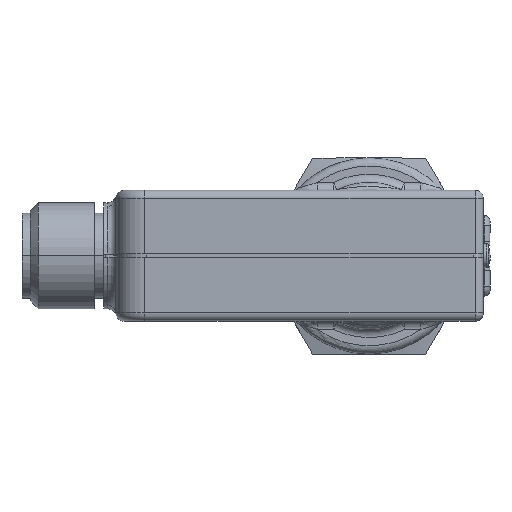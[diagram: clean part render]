
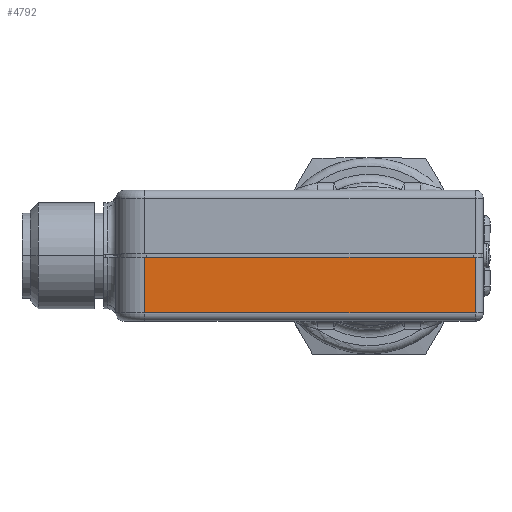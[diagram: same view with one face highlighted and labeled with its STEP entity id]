
A CAD part, top view. The second image highlights one B-rep face of the part: STEP entity #4792.
In plain terms, the highlighted planar face has unit normal (0, 0, 1).
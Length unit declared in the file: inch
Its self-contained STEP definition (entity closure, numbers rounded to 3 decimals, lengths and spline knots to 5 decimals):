
#202 = VERTEX_POINT ( 'NONE', #9121 ) ;
#331 = ORIENTED_EDGE ( 'NONE', *, *, #6231, .F. ) ;
#447 = VERTEX_POINT ( 'NONE', #10419 ) ;
#1023 = CARTESIAN_POINT ( 'NONE',  ( -1.08268, -0.27559, 0.51181 ) ) ;
#1201 = DIRECTION ( 'NONE',  ( -1., 0., 0. ) ) ;
#1252 = VERTEX_POINT ( 'NONE', #9469 ) ;
#1417 = LINE ( 'NONE', #3695, #8773 ) ;
#1439 = EDGE_CURVE ( 'NONE', #1252, #447, #1417, .T. ) ;
#1513 = VECTOR ( 'NONE', #9894, 39.37008 ) ;
#1596 = DIRECTION ( 'NONE',  ( 0., 1., 0. ) ) ;
#1609 = DIRECTION ( 'NONE',  ( 1., 0., 0. ) ) ;
#1680 = EDGE_CURVE ( 'NONE', #202, #7661, #3306, .T. ) ;
#2366 = FACE_OUTER_BOUND ( 'NONE', #4627, .T. ) ;
#3076 = VECTOR ( 'NONE', #6735, 39.37008 ) ;
#3306 = LINE ( 'NONE', #5812, #3076 ) ;
#3326 = LINE ( 'NONE', #7343, #3732 ) ;
#3398 = LINE ( 'NONE', #7419, #1513 ) ;
#3695 = CARTESIAN_POINT ( 'NONE',  ( -1.22047, -0.00787, 0.51181 ) ) ;
#3732 = VECTOR ( 'NONE', #1596, 39.37008 ) ;
#3996 = PLANE ( 'NONE',  #6717 ) ;
#4245 = ORIENTED_EDGE ( 'NONE', *, *, #1439, .T. ) ;
#4627 = EDGE_LOOP ( 'NONE', ( #4245, #331, #5447, #7658 ) ) ;
#4792 = ADVANCED_FACE ( 'NONE', ( #2366 ), #3996, .T. ) ;
#5447 = ORIENTED_EDGE ( 'NONE', *, *, #1680, .F. ) ;
#5812 = CARTESIAN_POINT ( 'NONE',  ( -1.22047, -0.27559, 0.51181 ) ) ;
#6231 = EDGE_CURVE ( 'NONE', #7661, #447, #3326, .T. ) ;
#6717 = AXIS2_PLACEMENT_3D ( 'NONE', #10580, #9140, #1609 ) ;
#6735 = DIRECTION ( 'NONE',  ( -1., 0., 0. ) ) ;
#7343 = CARTESIAN_POINT ( 'NONE',  ( -1.08268, -0.31496, 0.51181 ) ) ;
#7419 = CARTESIAN_POINT ( 'NONE',  ( 0.51181, -0.31496, 0.51181 ) ) ;
#7658 = ORIENTED_EDGE ( 'NONE', *, *, #9021, .T. ) ;
#7661 = VERTEX_POINT ( 'NONE', #1023 ) ;
#8773 = VECTOR ( 'NONE', #1201, 39.37008 ) ;
#9021 = EDGE_CURVE ( 'NONE', #202, #1252, #3398, .T. ) ;
#9121 = CARTESIAN_POINT ( 'NONE',  ( 0.51181, -0.27559, 0.51181 ) ) ;
#9140 = DIRECTION ( 'NONE',  ( 0., 0., 1. ) ) ;
#9469 = CARTESIAN_POINT ( 'NONE',  ( 0.51181, -0.00787, 0.51181 ) ) ;
#9894 = DIRECTION ( 'NONE',  ( 0., 1., 0. ) ) ;
#10419 = CARTESIAN_POINT ( 'NONE',  ( -1.08268, -0.00787, 0.51181 ) ) ;
#10580 = CARTESIAN_POINT ( 'NONE',  ( -1.22047, -0.31496, 0.51181 ) ) ;
